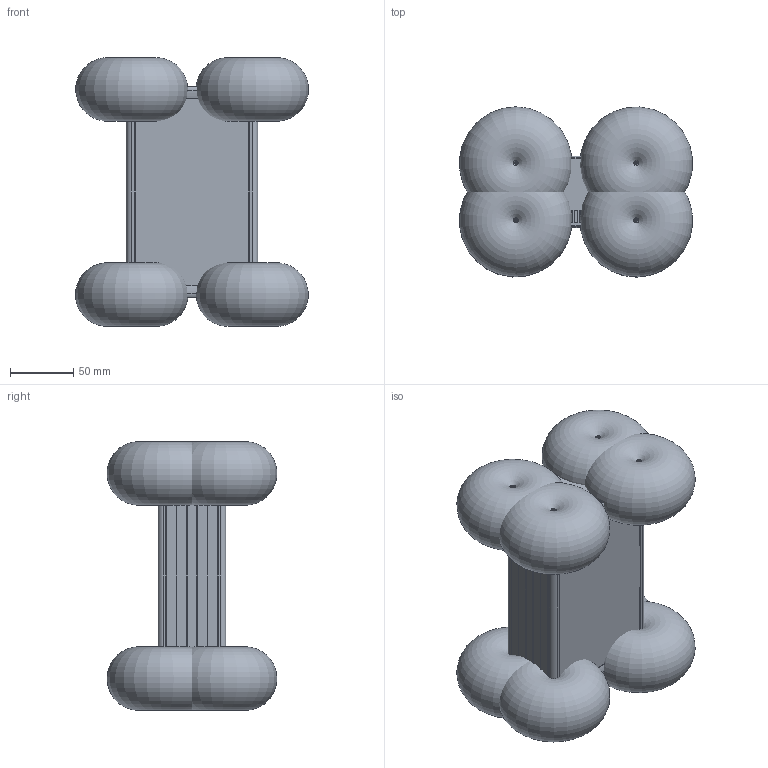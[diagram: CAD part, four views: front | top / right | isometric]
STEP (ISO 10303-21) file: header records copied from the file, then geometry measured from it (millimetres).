
FILE_DESCRIPTION(/* description */ ('Alibre Inc.'),/* implementation_level */ '2;1');
FILE_NAME(/* name */ 'export-2C7E84FD-C1BF-4D85-8450-DAFABB73C42B',/* time_stamp */ '2023-10-16T20:26:22-07:00',/* author */ (''),/* organization */ (''),/* preprocessor_version */ 'ST-DEVELOPER v17',/* originating_system */ 'Alibre',/* authorisation */ '');
FILE_SCHEMA (('AUTOMOTIVE_DESIGN'));
Length unit declared in the file: millimetre
Bounding box: 183.9 x 134.06 x 211.86 mm (x, y, z)
Volume: 2068321.4 mm3; surface area: 330800.7 mm2
Topology: 5 solids, 5 shells, 595 faces, 1711 edges, 1114 vertices
Faces by surface type: plane 258, cylinder 221, bspline 52, torus 40, cone 24
Full cylindrical faces by diameter (mm): 1.7 x2, 3.5 x18, 3.6 x4, 7.25 x4, 8.5 x1
Entity records: 25207 total; most frequent: CARTESIAN_POINT 12289, ORIENTED_EDGE 2884, DIRECTION 2234, EDGE_CURVE 1442, VERTEX_POINT 970, AXIS2_PLACEMENT_3D 845, VECTOR 760, LINE 760
